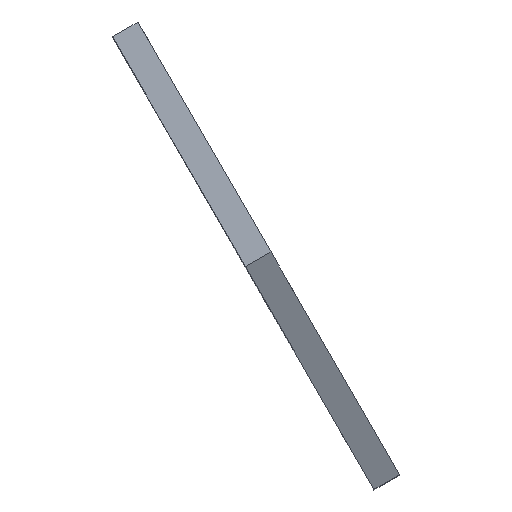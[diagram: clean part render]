
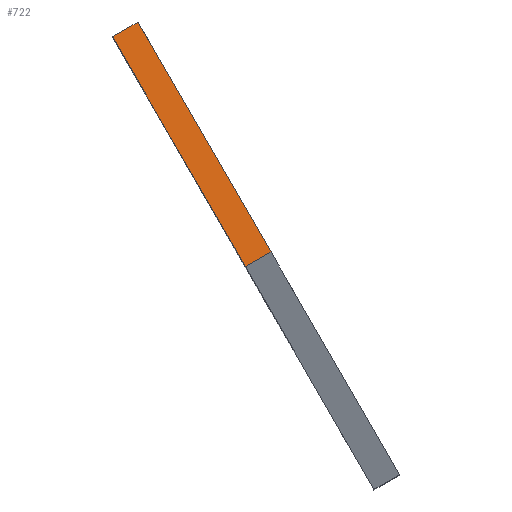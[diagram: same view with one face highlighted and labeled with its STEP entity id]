
A CAD part, top view. The second image highlights one B-rep face of the part: STEP entity #722.
In plain terms, the highlighted face is planar.
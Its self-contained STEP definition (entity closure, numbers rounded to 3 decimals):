
#51 = LINE ( 'NONE', #790, #402 ) ;
#101 = LINE ( 'NONE', #565, #698 ) ;
#127 = EDGE_CURVE ( 'NONE', #166, #769, #196, .T. ) ;
#131 = FACE_OUTER_BOUND ( 'NONE', #237, .T. ) ;
#146 = VERTEX_POINT ( 'NONE', #481 ) ;
#166 = VERTEX_POINT ( 'NONE', #757 ) ;
#196 = LINE ( 'NONE', #860, #347 ) ;
#203 = EDGE_CURVE ( 'NONE', #1112, #166, #51, .T. ) ;
#218 = CARTESIAN_POINT ( 'NONE',  ( 0.935, -102.147, 0. ) ) ;
#237 = EDGE_LOOP ( 'NONE', ( #586, #529, #582, #1084 ) ) ;
#335 = DIRECTION ( 'NONE',  ( -0.5, -0.866, 0. ) ) ;
#347 = VECTOR ( 'NONE', #761, 1000. ) ;
#368 = CARTESIAN_POINT ( 'NONE',  ( -89.146, -50.139, 0. ) ) ;
#402 = VECTOR ( 'NONE', #705, 1000. ) ;
#411 = CARTESIAN_POINT ( 'NONE',  ( -89.146, -50.139, -10. ) ) ;
#460 = DIRECTION ( 'NONE',  ( 0., 0., -1. ) ) ;
#481 = CARTESIAN_POINT ( 'NONE',  ( -89.146, -50.139, 0. ) ) ;
#529 = ORIENTED_EDGE ( 'NONE', *, *, #1015, .T. ) ;
#565 = CARTESIAN_POINT ( 'NONE',  ( 0.935, -102.147, 0. ) ) ;
#578 = AXIS2_PLACEMENT_3D ( 'NONE', #218, #335, #602 ) ;
#582 = ORIENTED_EDGE ( 'NONE', *, *, #127, .F. ) ;
#586 = ORIENTED_EDGE ( 'NONE', *, *, #630, .T. ) ;
#602 = DIRECTION ( 'NONE',  ( 0., 0., 1. ) ) ;
#630 = EDGE_CURVE ( 'NONE', #1112, #146, #101, .T. ) ;
#698 = VECTOR ( 'NONE', #709, 1000. ) ;
#705 = DIRECTION ( 'NONE',  ( 0., 0., -1. ) ) ;
#709 = DIRECTION ( 'NONE',  ( -0.866, 0.5, 0. ) ) ;
#722 = ADVANCED_FACE ( 'NONE', ( #131 ), #1170, .T. ) ;
#757 = CARTESIAN_POINT ( 'NONE',  ( 0.935, -102.147, -10. ) ) ;
#761 = DIRECTION ( 'NONE',  ( -0.866, 0.5, 0. ) ) ;
#769 = VERTEX_POINT ( 'NONE', #411 ) ;
#790 = CARTESIAN_POINT ( 'NONE',  ( 0.935, -102.147, 0. ) ) ;
#860 = CARTESIAN_POINT ( 'NONE',  ( 0.935, -102.147, -10. ) ) ;
#1015 = EDGE_CURVE ( 'NONE', #146, #769, #1026, .T. ) ;
#1026 = LINE ( 'NONE', #368, #1156 ) ;
#1084 = ORIENTED_EDGE ( 'NONE', *, *, #203, .F. ) ;
#1112 = VERTEX_POINT ( 'NONE', #1147 ) ;
#1147 = CARTESIAN_POINT ( 'NONE',  ( 0.935, -102.147, 0. ) ) ;
#1156 = VECTOR ( 'NONE', #460, 1000. ) ;
#1170 = PLANE ( 'NONE',  #578 ) ;
